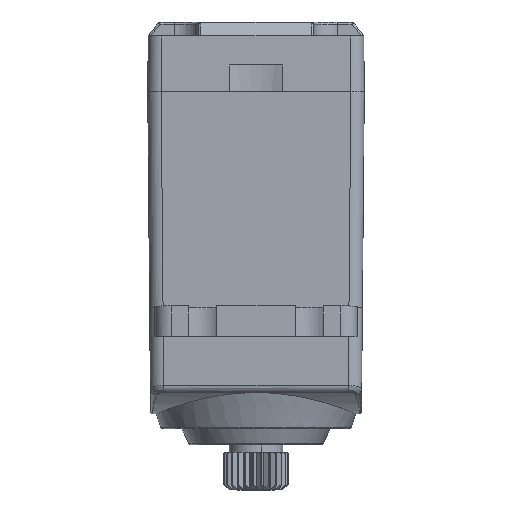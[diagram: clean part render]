
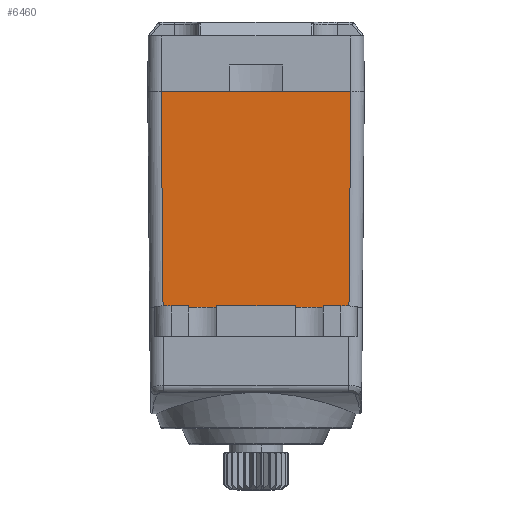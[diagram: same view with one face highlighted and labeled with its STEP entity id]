
A CAD part, front view. The second image highlights one B-rep face of the part: STEP entity #6460.
In plain terms, the highlighted planar face has unit normal (0, -1, -0.009).
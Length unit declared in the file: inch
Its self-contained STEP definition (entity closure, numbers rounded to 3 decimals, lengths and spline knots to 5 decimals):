
#505 = DIRECTION ( 'NONE',  ( 0., 0.009, -1. ) ) ;
#2926 = CARTESIAN_POINT ( 'NONE',  ( 0.34746, -0.79037, -0.25591 ) ) ;
#4239 = ORIENTED_EDGE ( 'NONE', *, *, #34561, .T. ) ;
#6460 = ADVANCED_FACE ( 'NONE', ( #32336 ), #10435, .T. ) ;
#10435 = PLANE ( 'NONE',  #43244 ) ;
#10550 = VECTOR ( 'NONE', #34612, 39.37008 ) ;
#11072 = VERTEX_POINT ( 'NONE', #39861 ) ;
#11197 = CARTESIAN_POINT ( 'NONE',  ( 0.34055, -0.78346, -1.04724 ) ) ;
#13466 = EDGE_CURVE ( 'NONE', #32732, #11072, #24940, .T. ) ;
#14683 = DIRECTION ( 'NONE',  ( 0.009, -0.009, 1. ) ) ;
#15892 = EDGE_CURVE ( 'NONE', #44192, #32732, #26788, .T. ) ;
#16513 = ORIENTED_EDGE ( 'NONE', *, *, #13466, .F. ) ;
#17500 = CARTESIAN_POINT ( 'NONE',  ( -0.42733, -0.79037, -0.25591 ) ) ;
#18030 = CARTESIAN_POINT ( 'NONE',  ( -0.36943, -0.81234, 2.2614 ) ) ;
#18657 = EDGE_LOOP ( 'NONE', ( #39994, #38245, #4239, #16513 ) ) ;
#21109 = VECTOR ( 'NONE', #39458, 39.37008 ) ;
#24940 = LINE ( 'NONE', #18030, #21109 ) ;
#26788 = LINE ( 'NONE', #26995, #10550 ) ;
#26995 = CARTESIAN_POINT ( 'NONE',  ( 0., -0.78346, -1.04724 ) ) ;
#28856 = CARTESIAN_POINT ( 'NONE',  ( -0.42733, -0.78346, -1.04724 ) ) ;
#32336 = FACE_OUTER_BOUND ( 'NONE', #18657, .T. ) ;
#32732 = VERTEX_POINT ( 'NONE', #32804 ) ;
#32804 = CARTESIAN_POINT ( 'NONE',  ( -0.34055, -0.78346, -1.04724 ) ) ;
#33373 = VECTOR ( 'NONE', #14683, 39.37008 ) ;
#34561 = EDGE_CURVE ( 'NONE', #34958, #11072, #41935, .T. ) ;
#34612 = DIRECTION ( 'NONE',  ( -1., 0., 0. ) ) ;
#34958 = VERTEX_POINT ( 'NONE', #2926 ) ;
#35088 = EDGE_CURVE ( 'NONE', #44192, #34958, #36119, .T. ) ;
#35100 = DIRECTION ( 'NONE',  ( 0., -1., -0.009 ) ) ;
#35530 = VECTOR ( 'NONE', #39159, 39.37008 ) ;
#36119 = LINE ( 'NONE', #43487, #33373 ) ;
#38245 = ORIENTED_EDGE ( 'NONE', *, *, #35088, .T. ) ;
#39159 = DIRECTION ( 'NONE',  ( -1., 0., 0. ) ) ;
#39458 = DIRECTION ( 'NONE',  ( -0.009, -0.009, 1. ) ) ;
#39861 = CARTESIAN_POINT ( 'NONE',  ( -0.34746, -0.79037, -0.25591 ) ) ;
#39994 = ORIENTED_EDGE ( 'NONE', *, *, #15892, .F. ) ;
#41935 = LINE ( 'NONE', #17500, #35530 ) ;
#43244 = AXIS2_PLACEMENT_3D ( 'NONE', #28856, #35100, #505 ) ;
#43487 = CARTESIAN_POINT ( 'NONE',  ( 0.34055, -0.78346, -1.04724 ) ) ;
#44192 = VERTEX_POINT ( 'NONE', #11197 ) ;
